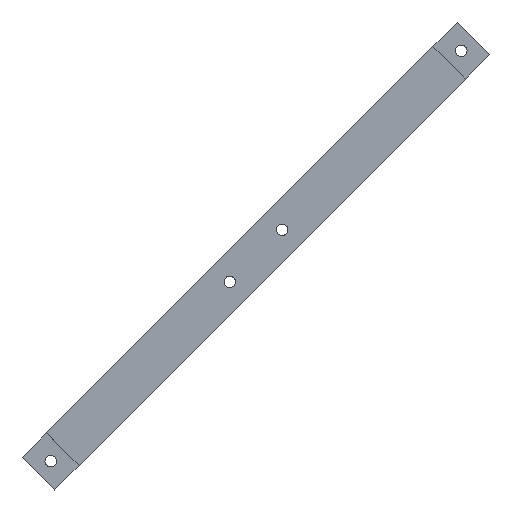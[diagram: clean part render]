
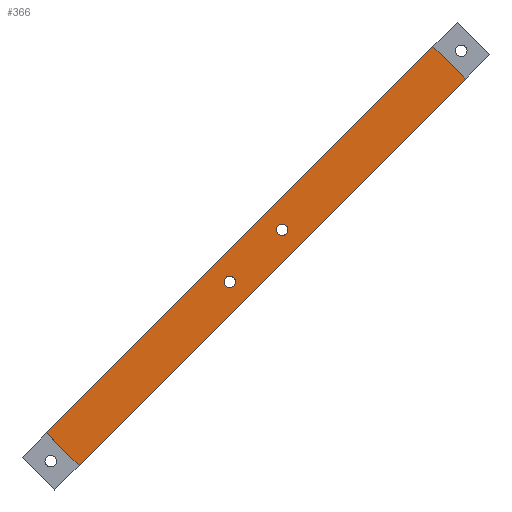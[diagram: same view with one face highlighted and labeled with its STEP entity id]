
A CAD part, top view. The second image highlights one B-rep face of the part: STEP entity #366.
In plain terms, the highlighted planar face has unit normal (0, 0, 1).
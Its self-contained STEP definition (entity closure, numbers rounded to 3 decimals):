
#21=FACE_BOUND('',#79,.T.);
#22=FACE_BOUND('',#80,.T.);
#36=PLANE('',#406);
#54=FACE_OUTER_BOUND('',#78,.T.);
#78=EDGE_LOOP('',(#339,#340,#341,#342));
#79=EDGE_LOOP('',(#343));
#80=EDGE_LOOP('',(#344));
#91=LINE('',#542,#131);
#102=LINE('',#562,#142);
#104=LINE('',#567,#144);
#107=LINE('',#572,#147);
#131=VECTOR('',#447,10.);
#142=VECTOR('',#460,10.);
#144=VECTOR('',#466,10.);
#147=VECTOR('',#471,10.);
#162=CIRCLE('',#383,2.5);
#164=CIRCLE('',#386,2.5);
#170=VERTEX_POINT('',#505);
#172=VERTEX_POINT('',#511);
#183=VERTEX_POINT('',#539);
#184=VERTEX_POINT('',#541);
#192=VERTEX_POINT('',#560);
#193=VERTEX_POINT('',#566);
#203=EDGE_CURVE('',#170,#170,#162,.T.);
#206=EDGE_CURVE('',#172,#172,#164,.T.);
#219=EDGE_CURVE('',#184,#183,#91,.T.);
#230=EDGE_CURVE('',#192,#183,#102,.T.);
#232=EDGE_CURVE('',#192,#193,#104,.T.);
#235=EDGE_CURVE('',#184,#193,#107,.T.);
#339=ORIENTED_EDGE('',*,*,#219,.T.);
#340=ORIENTED_EDGE('',*,*,#230,.F.);
#341=ORIENTED_EDGE('',*,*,#232,.T.);
#342=ORIENTED_EDGE('',*,*,#235,.F.);
#343=ORIENTED_EDGE('',*,*,#203,.T.);
#344=ORIENTED_EDGE('',*,*,#206,.T.);
#366=ADVANCED_FACE('',(#54,#21,#22),#36,.F.);
#383=AXIS2_PLACEMENT_3D('',#507,#414,#415);
#386=AXIS2_PLACEMENT_3D('',#513,#421,#422);
#406=AXIS2_PLACEMENT_3D('',#599,#499,#500);
#414=DIRECTION('center_axis',(0.,0.,
-1.));
#415=DIRECTION('ref_axis',(1.,0.,0.));
#421=DIRECTION('center_axis',(0.,0.,
-1.));
#422=DIRECTION('ref_axis',(1.,0.,0.));
#447=DIRECTION('',(0.707,-0.707,0.));
#460=DIRECTION('',(-0.707,-0.707,0.));
#466=DIRECTION('',(-0.707,0.707,0.));
#471=DIRECTION('',(0.707,0.707,0.));
#499=DIRECTION('center_axis',(0.,0.,
-1.));
#500=DIRECTION('ref_axis',(-0.707,0.707,0.));
#505=CARTESIAN_POINT('',(133.814,136.314,20.));
#507=CARTESIAN_POINT('Origin',(136.314,136.314,20.));
#511=CARTESIAN_POINT('',(111.186,113.686,20.));
#513=CARTESIAN_POINT('Origin',(113.686,113.686,20.));
#539=CARTESIAN_POINT('',(48.306,34.111,20.));
#541=CARTESIAN_POINT('',(34.164,48.253,20.));
#542=CARTESIAN_POINT('',(44.77,37.647,20.));
#560=CARTESIAN_POINT('',(215.884,201.689,20.));
#562=CARTESIAN_POINT('',(205.272,191.078,20.));
#566=CARTESIAN_POINT('',(201.742,215.832,20.));
#567=CARTESIAN_POINT('',(205.278,212.296,20.));
#572=CARTESIAN_POINT('',(23.557,37.647,20.));
#599=CARTESIAN_POINT('Origin',(114.415,114.362,20.));
